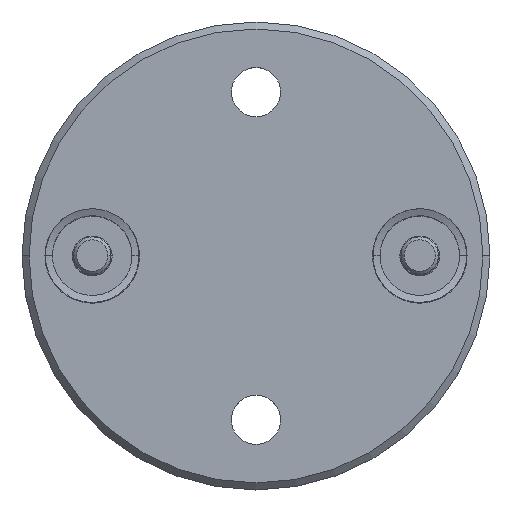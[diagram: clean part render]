
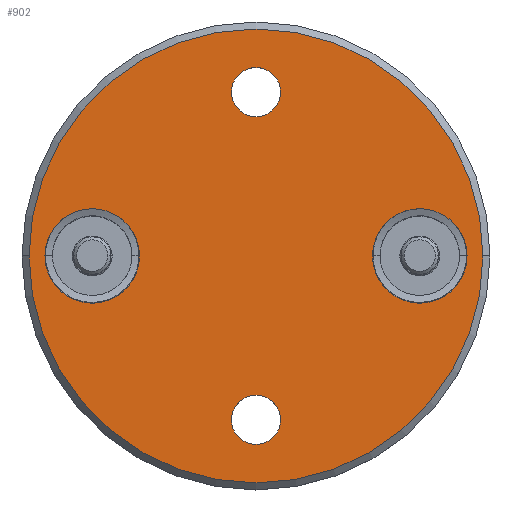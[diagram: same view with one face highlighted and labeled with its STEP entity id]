
A CAD part, top view. The second image highlights one B-rep face of the part: STEP entity #902.
In plain terms, the highlighted planar face has unit normal (0, 0, 1).
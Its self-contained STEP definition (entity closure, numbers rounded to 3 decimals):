
#42 = ORIENTED_EDGE ( 'NONE', *, *, #442, .T. ) ;
#58 = ORIENTED_EDGE ( 'NONE', *, *, #1486, .F. ) ;
#71 = VERTEX_POINT ( 'NONE', #520 ) ;
#123 = ORIENTED_EDGE ( 'NONE', *, *, #1373, .F. ) ;
#151 = DIRECTION ( 'NONE',  ( 0., 0., 1. ) ) ;
#163 = EDGE_LOOP ( 'NONE', ( #1603, #42 ) ) ;
#181 = FACE_BOUND ( 'NONE', #1120, .T. ) ;
#198 = CARTESIAN_POINT ( 'NONE',  ( -5.25, -35., 6. ) ) ;
#201 = EDGE_CURVE ( 'NONE', #1548, #1438, #1326, .T. ) ;
#231 = DIRECTION ( 'NONE',  ( 0., 0., 1. ) ) ;
#253 = CIRCLE ( 'NONE', #1261, 10.1 ) ;
#262 = EDGE_CURVE ( 'NONE', #1507, #1645, #1754, .T. ) ;
#263 = DIRECTION ( 'NONE',  ( 0., 0., 1. ) ) ;
#268 = VERTEX_POINT ( 'NONE', #1177 ) ;
#315 = CIRCLE ( 'NONE', #436, 5.25 ) ;
#320 = CARTESIAN_POINT ( 'NONE',  ( -5.25, 35., 6. ) ) ;
#328 = VERTEX_POINT ( 'NONE', #689 ) ;
#377 = DIRECTION ( 'NONE',  ( 1., 0., 0. ) ) ;
#406 = CIRCLE ( 'NONE', #467, 10.1 ) ;
#413 = ORIENTED_EDGE ( 'NONE', *, *, #1141, .F. ) ;
#436 = AXIS2_PLACEMENT_3D ( 'NONE', #524, #231, #377 ) ;
#442 = EDGE_CURVE ( 'NONE', #1645, #1507, #636, .T. ) ;
#456 = CARTESIAN_POINT ( 'NONE',  ( 5.25, 35., 6. ) ) ;
#463 = EDGE_CURVE ( 'NONE', #268, #328, #406, .T. ) ;
#467 = AXIS2_PLACEMENT_3D ( 'NONE', #1787, #1014, #1489 ) ;
#489 = FACE_OUTER_BOUND ( 'NONE', #163, .T. ) ;
#520 = CARTESIAN_POINT ( 'NONE',  ( -24.9, 0., 6. ) ) ;
#524 = CARTESIAN_POINT ( 'NONE',  ( 0., -35., 6. ) ) ;
#533 = DIRECTION ( 'NONE',  ( 1., 0., 0. ) ) ;
#540 = ORIENTED_EDGE ( 'NONE', *, *, #463, .F. ) ;
#571 = VERTEX_POINT ( 'NONE', #1238 ) ;
#575 = AXIS2_PLACEMENT_3D ( 'NONE', #1502, #1360, #1965 ) ;
#636 = CIRCLE ( 'NONE', #575, 48.5 ) ;
#689 = CARTESIAN_POINT ( 'NONE',  ( 24.9, 0., 6. ) ) ;
#716 = VERTEX_POINT ( 'NONE', #456 ) ;
#717 = DIRECTION ( 'NONE',  ( 1., 0., 0. ) ) ;
#749 = CARTESIAN_POINT ( 'NONE',  ( -35., 0., 6. ) ) ;
#795 = EDGE_LOOP ( 'NONE', ( #540, #413 ) ) ;
#800 = DIRECTION ( 'NONE',  ( 1., 0., 0. ) ) ;
#828 = CARTESIAN_POINT ( 'NONE',  ( 0., 35., 6. ) ) ;
#861 = ORIENTED_EDGE ( 'NONE', *, *, #1510, .F. ) ;
#863 = AXIS2_PLACEMENT_3D ( 'NONE', #1869, #151, #1435 ) ;
#900 = AXIS2_PLACEMENT_3D ( 'NONE', #1741, #963, #800 ) ;
#901 = DIRECTION ( 'NONE',  ( 0., 0., 1. ) ) ;
#902 = ADVANCED_FACE ( 'NONE', ( #958, #1589, #181, #1440, #489 ), #1127, .T. ) ;
#920 = CARTESIAN_POINT ( 'NONE',  ( 35., 0., 6. ) ) ;
#958 = FACE_BOUND ( 'NONE', #795, .T. ) ;
#963 = DIRECTION ( 'NONE',  ( 0., 0., 1. ) ) ;
#1013 = CARTESIAN_POINT ( 'NONE',  ( 0., 0., 6. ) ) ;
#1014 = DIRECTION ( 'NONE',  ( 0., 0., 1. ) ) ;
#1036 = VERTEX_POINT ( 'NONE', #320 ) ;
#1041 = CARTESIAN_POINT ( 'NONE',  ( 0., -35., 6. ) ) ;
#1065 = CIRCLE ( 'NONE', #1169, 10.1 ) ;
#1069 = EDGE_CURVE ( 'NONE', #1036, #716, #1722, .T. ) ;
#1078 = ORIENTED_EDGE ( 'NONE', *, *, #201, .F. ) ;
#1115 = DIRECTION ( 'NONE',  ( 0., 0., 1. ) ) ;
#1120 = EDGE_LOOP ( 'NONE', ( #861, #1806 ) ) ;
#1127 = PLANE ( 'NONE',  #1469 ) ;
#1141 = EDGE_CURVE ( 'NONE', #328, #268, #253, .T. ) ;
#1164 = AXIS2_PLACEMENT_3D ( 'NONE', #1013, #263, #717 ) ;
#1169 = AXIS2_PLACEMENT_3D ( 'NONE', #749, #1387, #1845 ) ;
#1177 = CARTESIAN_POINT ( 'NONE',  ( 45.1, 0., 6. ) ) ;
#1238 = CARTESIAN_POINT ( 'NONE',  ( -45.1, 0., 6. ) ) ;
#1261 = AXIS2_PLACEMENT_3D ( 'NONE', #920, #1554, #1402 ) ;
#1326 = CIRCLE ( 'NONE', #1598, 5.25 ) ;
#1360 = DIRECTION ( 'NONE',  ( 0., 0., 1. ) ) ;
#1373 = EDGE_CURVE ( 'NONE', #1438, #1548, #315, .T. ) ;
#1387 = DIRECTION ( 'NONE',  ( 0., 0., 1. ) ) ;
#1402 = DIRECTION ( 'NONE',  ( 1., 0., 0. ) ) ;
#1421 = EDGE_CURVE ( 'NONE', #571, #71, #1784, .T. ) ;
#1435 = DIRECTION ( 'NONE',  ( 1., 0., 0. ) ) ;
#1438 = VERTEX_POINT ( 'NONE', #198 ) ;
#1440 = FACE_BOUND ( 'NONE', #1542, .T. ) ;
#1469 = AXIS2_PLACEMENT_3D ( 'NONE', #1775, #901, #533 ) ;
#1473 = CARTESIAN_POINT ( 'NONE',  ( 5.25, -35., 6. ) ) ;
#1486 = EDGE_CURVE ( 'NONE', #71, #571, #1065, .T. ) ;
#1489 = DIRECTION ( 'NONE',  ( 1., 0., 0. ) ) ;
#1502 = CARTESIAN_POINT ( 'NONE',  ( 0., 0., 6. ) ) ;
#1507 = VERTEX_POINT ( 'NONE', #1913 ) ;
#1510 = EDGE_CURVE ( 'NONE', #716, #1036, #1566, .T. ) ;
#1540 = EDGE_LOOP ( 'NONE', ( #58, #1606 ) ) ;
#1542 = EDGE_LOOP ( 'NONE', ( #1078, #123 ) ) ;
#1548 = VERTEX_POINT ( 'NONE', #1473 ) ;
#1554 = DIRECTION ( 'NONE',  ( 0., 0., 1. ) ) ;
#1566 = CIRCLE ( 'NONE', #1663, 5.25 ) ;
#1589 = FACE_BOUND ( 'NONE', #1540, .T. ) ;
#1598 = AXIS2_PLACEMENT_3D ( 'NONE', #1041, #1790, #1976 ) ;
#1603 = ORIENTED_EDGE ( 'NONE', *, *, #262, .T. ) ;
#1606 = ORIENTED_EDGE ( 'NONE', *, *, #1421, .F. ) ;
#1645 = VERTEX_POINT ( 'NONE', #1894 ) ;
#1663 = AXIS2_PLACEMENT_3D ( 'NONE', #828, #1115, #1759 ) ;
#1722 = CIRCLE ( 'NONE', #863, 5.25 ) ;
#1741 = CARTESIAN_POINT ( 'NONE',  ( -35., 0., 6. ) ) ;
#1754 = CIRCLE ( 'NONE', #1164, 48.5 ) ;
#1759 = DIRECTION ( 'NONE',  ( 1., 0., 0. ) ) ;
#1775 = CARTESIAN_POINT ( 'NONE',  ( 0., 0., 6. ) ) ;
#1784 = CIRCLE ( 'NONE', #900, 10.1 ) ;
#1787 = CARTESIAN_POINT ( 'NONE',  ( 35., 0., 6. ) ) ;
#1790 = DIRECTION ( 'NONE',  ( 0., 0., 1. ) ) ;
#1806 = ORIENTED_EDGE ( 'NONE', *, *, #1069, .F. ) ;
#1845 = DIRECTION ( 'NONE',  ( 1., 0., 0. ) ) ;
#1869 = CARTESIAN_POINT ( 'NONE',  ( 0., 35., 6. ) ) ;
#1894 = CARTESIAN_POINT ( 'NONE',  ( 48.5, 0., 6. ) ) ;
#1913 = CARTESIAN_POINT ( 'NONE',  ( -48.5, 0., 6. ) ) ;
#1965 = DIRECTION ( 'NONE',  ( 1., 0., 0. ) ) ;
#1976 = DIRECTION ( 'NONE',  ( 1., 0., 0. ) ) ;
